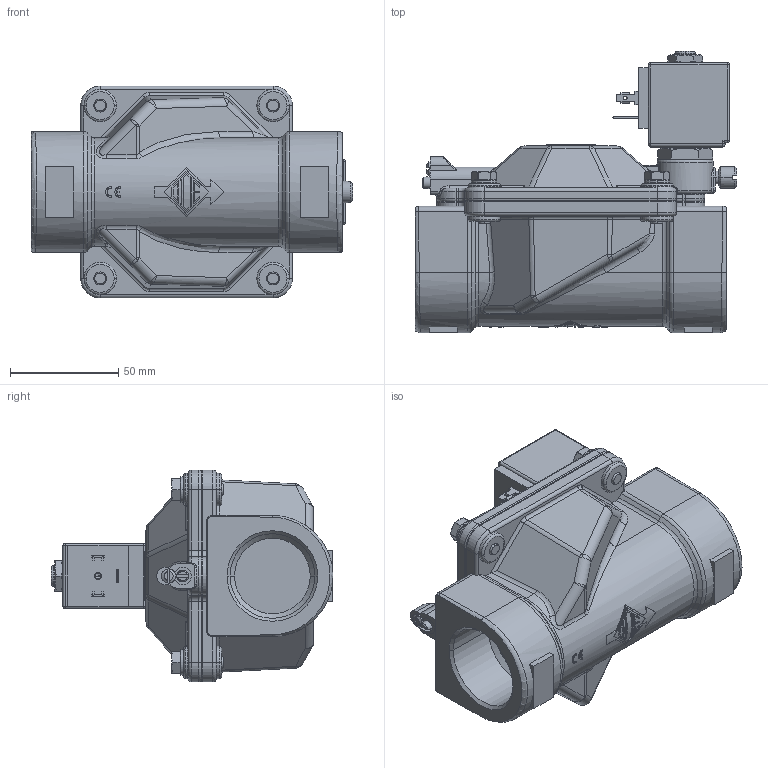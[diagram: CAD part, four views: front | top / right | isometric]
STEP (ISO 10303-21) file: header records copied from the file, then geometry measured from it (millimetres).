
FILE_DESCRIPTION((''),'2;1');
FILE_NAME('21W5KB350_MR_BDA_INGOMBRO_ASM','2009-07-10T',('romeri'),('O.D.E.'),'PRO/ENGINEER BY PARAMETRIC TECHNOLOGY CORPORATION, 2005450','PRO/ENGINEER BY PARAMETRIC TECHNOLOGY CORPORATION, 2005450','');
FILE_SCHEMA(('CONFIG_CONTROL_DESIGN'));
Length unit declared in the file: millimetre
Products named in the file (12): 4500W5_INGOMBRO; 450465_INGOMBRO; 450603_INGOMBRO; BOBINA_8_W_INGOMBRO; 450145; 450146; ROSETTE_UNI_1751_M6; VITE_T_ESAGONALE_ISO_4_M6X20; 451772_INGOMBRO; 450728_INGOMBRO; 450215_INGOMBRO; 21W5KB350_MR_BDA_INGOMBRO_ASM
Assembly tree (17 placements, depth 2):
  21W5KB350_MR_BDA_INGOMBRO_ASM
    4500W5_INGOMBRO
    450465_INGOMBRO
    450603_INGOMBRO
    BOBINA_8_W_INGOMBRO
    450145
    450146
    ROSETTE_UNI_1751_M6  x4
    VITE_T_ESAGONALE_ISO_4_M6X20  x4
    451772_INGOMBRO
    450728_INGOMBRO
    450215_INGOMBRO
Bounding box: 149 x 130.4 x 98 mm (x, y, z)
Volume: 607794 mm3; surface area: 102710.1 mm2
Topology: 17 solids, 22 shells, 1335 faces, 3096 edges, 1841 vertices
Faces by surface type: plane 423, cylinder 419, bspline 204, torus 164, cone 101, sphere 24
Entity records: 48582 total; most frequent: CARTESIAN_POINT 12136, ORIENTED_EDGE 5056, DIRECTION 4921, EDGE_CURVE 2528, PRESENTATION_STYLE_ASSIGNMENT 2287, STYLED_ITEM 1908, AXIS2_PLACEMENT_3D 1906, VERTEX_POINT 1517
